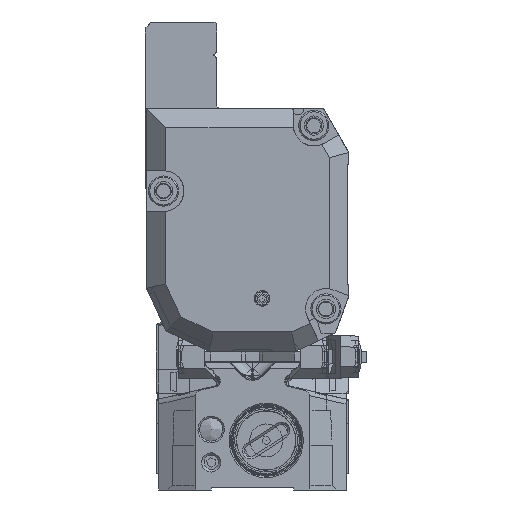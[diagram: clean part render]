
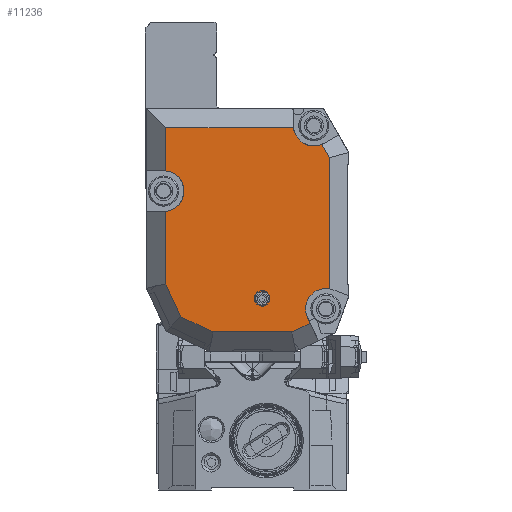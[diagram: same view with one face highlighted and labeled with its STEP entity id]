
A CAD part, front view. The second image highlights one B-rep face of the part: STEP entity #11236.
In plain terms, the highlighted planar face has unit normal (0, -1, 0).
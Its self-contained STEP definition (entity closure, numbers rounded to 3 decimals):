
#7300=FACE_BOUND('',#21362,.T.);
#7301=FACE_BOUND('',#21363,.T.);
#11236=ADVANCED_FACE('',(#7300,#7301),#13431,.F.);
#13431=PLANE('',#81404);
#21362=EDGE_LOOP('',(#42537,#42538,#42539,#42540,#42541,#42542,#42543,#42544,
#42545,#42546,#42547,#42548,#42549));
#21363=EDGE_LOOP('',(#42550));
#42537=ORIENTED_EDGE('',*,*,#60382,.T.);
#42538=ORIENTED_EDGE('',*,*,#60383,.T.);
#42539=ORIENTED_EDGE('',*,*,#60384,.T.);
#42540=ORIENTED_EDGE('',*,*,#60385,.T.);
#42541=ORIENTED_EDGE('',*,*,#60386,.T.);
#42542=ORIENTED_EDGE('',*,*,#60387,.T.);
#42543=ORIENTED_EDGE('',*,*,#60388,.T.);
#42544=ORIENTED_EDGE('',*,*,#60389,.T.);
#42545=ORIENTED_EDGE('',*,*,#60390,.T.);
#42546=ORIENTED_EDGE('',*,*,#60391,.T.);
#42547=ORIENTED_EDGE('',*,*,#60392,.T.);
#42548=ORIENTED_EDGE('',*,*,#60393,.T.);
#42549=ORIENTED_EDGE('',*,*,#60394,.T.);
#42550=ORIENTED_EDGE('',*,*,#60395,.T.);
#49748=VERTEX_POINT('',#138899);
#49749=VERTEX_POINT('',#138900);
#49750=VERTEX_POINT('',#138902);
#49751=VERTEX_POINT('',#138904);
#49752=VERTEX_POINT('',#138906);
#49753=VERTEX_POINT('',#138908);
#49754=VERTEX_POINT('',#138910);
#49755=VERTEX_POINT('',#138912);
#49756=VERTEX_POINT('',#138914);
#49757=VERTEX_POINT('',#138916);
#49758=VERTEX_POINT('',#138918);
#49759=VERTEX_POINT('',#138920);
#49760=VERTEX_POINT('',#138922);
#49761=VERTEX_POINT('',#138925);
#60382=EDGE_CURVE('',#49748,#49749,#74997,.T.);
#60383=EDGE_CURVE('',#49749,#49750,#66570,.T.);
#60384=EDGE_CURVE('',#49750,#49751,#66571,.T.);
#60385=EDGE_CURVE('',#49751,#49752,#74998,.T.);
#60386=EDGE_CURVE('',#49752,#49753,#66572,.T.);
#60387=EDGE_CURVE('',#49753,#49754,#66573,.T.);
#60388=EDGE_CURVE('',#49754,#49755,#74999,.T.);
#60389=EDGE_CURVE('',#49755,#49756,#66574,.T.);
#60390=EDGE_CURVE('',#49756,#49757,#66575,.T.);
#60391=EDGE_CURVE('',#49757,#49758,#66576,.T.);
#60392=EDGE_CURVE('',#49758,#49759,#66577,.T.);
#60393=EDGE_CURVE('',#49759,#49760,#66578,.T.);
#60394=EDGE_CURVE('',#49760,#49748,#66579,.T.);
#60395=EDGE_CURVE('',#49761,#49761,#75000,.T.);
#66570=LINE('',#138901,#72821);
#66571=LINE('',#138903,#72822);
#66572=LINE('',#138907,#72823);
#66573=LINE('',#138909,#72824);
#66574=LINE('',#138913,#72825);
#66575=LINE('',#138915,#72826);
#66576=LINE('',#138917,#72827);
#66577=LINE('',#138919,#72828);
#66578=LINE('',#138921,#72829);
#66579=LINE('',#138923,#72830);
#72821=VECTOR('',#100405,1.);
#72822=VECTOR('',#100406,1.);
#72823=VECTOR('',#100409,1.);
#72824=VECTOR('',#100410,1.);
#72825=VECTOR('',#100413,1.);
#72826=VECTOR('',#100414,1.);
#72827=VECTOR('',#100415,1.);
#72828=VECTOR('',#100416,1.);
#72829=VECTOR('',#100417,1.);
#72830=VECTOR('',#100418,1.);
#74997=CIRCLE('',#81400,3.7);
#74998=CIRCLE('',#81401,3.7);
#74999=CIRCLE('',#81402,3.7);
#75000=CIRCLE('',#81403,1.3);
#81400=AXIS2_PLACEMENT_3D('',#138898,#100403,#100404);
#81401=AXIS2_PLACEMENT_3D('',#138905,#100407,#100408);
#81402=AXIS2_PLACEMENT_3D('',#138911,#100411,#100412);
#81403=AXIS2_PLACEMENT_3D('',#138924,#100419,#100420);
#81404=AXIS2_PLACEMENT_3D('',#138926,#100421,#100422);
#100403=DIRECTION('',(0.,1.,0.));
#100404=DIRECTION('',(-1.,0.,0.));
#100405=DIRECTION('',(0.,0.,1.));
#100406=DIRECTION('',(-0.5,0.,0.866));
#100407=DIRECTION('',(0.,1.,0.));
#100408=DIRECTION('',(-1.,0.,0.));
#100409=DIRECTION('',(-1.,0.,0.));
#100410=DIRECTION('',(0.,0.,-1.));
#100411=DIRECTION('',(0.,1.,0.));
#100412=DIRECTION('',(-1.,0.,0.));
#100413=DIRECTION('',(0.,0.,-1.));
#100414=DIRECTION('',(0.419,0.,-0.908));
#100415=DIRECTION('',(0.905,0.,-0.426));
#100416=DIRECTION('',(1.,0.,0.));
#100417=DIRECTION('',(0.905,0.,0.426));
#100418=DIRECTION('',(-0.426,0.,0.905));
#100419=DIRECTION('',(0.,1.,0.));
#100420=DIRECTION('',(0.,0.,1.));
#100421=DIRECTION('',(0.,1.,0.));
#100422=DIRECTION('',(0.,0.,1.));
#138898=CARTESIAN_POINT('',(32.85,-8.,-52.11));
#138899=CARTESIAN_POINT('',(29.503,-8.,-53.687));
#138900=CARTESIAN_POINT('',(33.5,-8.,-48.468));
#138901=CARTESIAN_POINT('',(33.5,-8.,-46.706));
#138902=CARTESIAN_POINT('',(33.5,-8.,-24.648));
#138903=CARTESIAN_POINT('',(44.864,-8.,-44.331));
#138904=CARTESIAN_POINT('',(32.096,-8.,-22.216));
#138905=CARTESIAN_POINT('',(30.65,-8.,-18.81));
#138906=CARTESIAN_POINT('',(26.972,-8.,-19.21));
#138907=CARTESIAN_POINT('',(40.75,-8.,-19.21));
#138908=CARTESIAN_POINT('',(3.75,-8.,-19.21));
#138909=CARTESIAN_POINT('',(3.75,-8.,-46.706));
#138910=CARTESIAN_POINT('',(3.75,-8.,-27.032));
#138911=CARTESIAN_POINT('',(3.35,-8.,-30.71));
#138912=CARTESIAN_POINT('',(3.75,-8.,-34.388));
#138913=CARTESIAN_POINT('',(3.75,-8.,-46.706));
#138914=CARTESIAN_POINT('',(3.75,-8.,-47.584));
#138915=CARTESIAN_POINT('',(9.912,-8.,-60.937));
#138916=CARTESIAN_POINT('',(6.493,-8.,-53.528));
#138917=CARTESIAN_POINT('',(31.901,-8.,-65.495));
#138918=CARTESIAN_POINT('',(12.378,-8.,-56.3));
#138919=CARTESIAN_POINT('',(40.75,-8.,-56.3));
#138920=CARTESIAN_POINT('',(26.622,-8.,-56.3));
#138921=CARTESIAN_POINT('',(41.883,-8.,-49.112));
#138922=CARTESIAN_POINT('',(29.987,-8.,-54.715));
#138923=CARTESIAN_POINT('',(31.478,-8.,-57.881));
#138924=CARTESIAN_POINT('',(21.25,-8.,-50.21));
#138925=CARTESIAN_POINT('',(21.25,-8.,-48.91));
#138926=CARTESIAN_POINT('',(40.75,-8.,-46.706));
